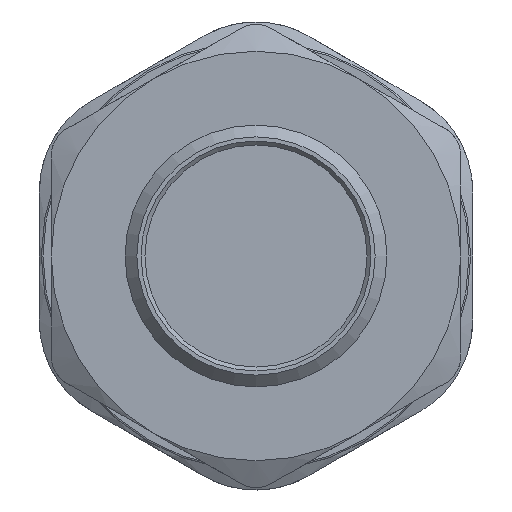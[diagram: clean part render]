
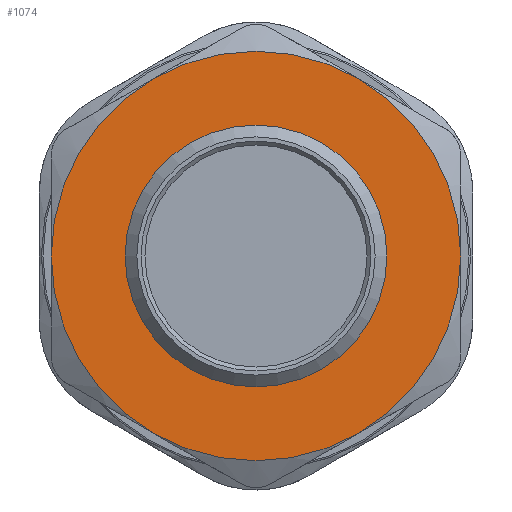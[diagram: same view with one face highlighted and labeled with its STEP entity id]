
A CAD part, front view. The second image highlights one B-rep face of the part: STEP entity #1074.
In plain terms, the highlighted planar face has unit normal (0, -1, 0).
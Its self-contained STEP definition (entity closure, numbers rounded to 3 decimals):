
#79=FACE_BOUND('',#231,.T.);
#101=PLANE('',#1200);
#160=FACE_OUTER_BOUND('',#230,.T.);
#230=EDGE_LOOP('',(#894,#895,#896,#897,#898,#899));
#231=EDGE_LOOP('',(#900));
#303=CIRCLE('',#1167,26.);
#304=CIRCLE('',#1171,26.);
#305=CIRCLE('',#1175,26.);
#306=CIRCLE('',#1179,26.);
#307=CIRCLE('',#1183,26.);
#314=CIRCLE('',#1199,15.145);
#315=CIRCLE('',#1201,26.);
#450=VERTEX_POINT('',#1954);
#454=VERTEX_POINT('',#1972);
#460=VERTEX_POINT('',#2016);
#466=VERTEX_POINT('',#2060);
#472=VERTEX_POINT('',#2104);
#478=VERTEX_POINT('',#2148);
#482=VERTEX_POINT('',#2201);
#576=EDGE_CURVE('',#454,#450,#303,.T.);
#585=EDGE_CURVE('',#460,#454,#304,.T.);
#594=EDGE_CURVE('',#466,#460,#305,.T.);
#603=EDGE_CURVE('',#472,#466,#306,.T.);
#612=EDGE_CURVE('',#478,#472,#307,.T.);
#625=EDGE_CURVE('',#482,#482,#314,.T.);
#627=EDGE_CURVE('',#450,#478,#315,.T.);
#894=ORIENTED_EDGE('',*,*,#585,.F.);
#895=ORIENTED_EDGE('',*,*,#594,.F.);
#896=ORIENTED_EDGE('',*,*,#603,.F.);
#897=ORIENTED_EDGE('',*,*,#612,.F.);
#898=ORIENTED_EDGE('',*,*,#627,.F.);
#899=ORIENTED_EDGE('',*,*,#576,.F.);
#900=ORIENTED_EDGE('',*,*,#625,.T.);
#1074=ADVANCED_FACE('',(#160,#79),#101,.T.);
#1167=AXIS2_PLACEMENT_3D('',#1976,#1362,#1363);
#1171=AXIS2_PLACEMENT_3D('',#2020,#1372,#1373);
#1175=AXIS2_PLACEMENT_3D('',#2064,#1382,#1383);
#1179=AXIS2_PLACEMENT_3D('',#2108,#1392,#1393);
#1183=AXIS2_PLACEMENT_3D('',#2152,#1402,#1403);
#1199=AXIS2_PLACEMENT_3D('',#2202,#1435,#1436);
#1200=AXIS2_PLACEMENT_3D('',#2204,#1438,#1439);
#1201=AXIS2_PLACEMENT_3D('',#2205,#1440,#1441);
#1362=DIRECTION('center_axis',(0.,1.,0.));
#1363=DIRECTION('ref_axis',(1.,0.,0.));
#1372=DIRECTION('center_axis',(0.,1.,0.));
#1373=DIRECTION('ref_axis',(1.,0.,0.));
#1382=DIRECTION('center_axis',(0.,1.,0.));
#1383=DIRECTION('ref_axis',(1.,0.,0.));
#1392=DIRECTION('center_axis',(0.,1.,0.));
#1393=DIRECTION('ref_axis',(1.,0.,0.));
#1402=DIRECTION('center_axis',(0.,1.,0.));
#1403=DIRECTION('ref_axis',(1.,0.,0.));
#1435=DIRECTION('center_axis',(0.,1.,0.));
#1436=DIRECTION('ref_axis',(1.,0.,0.));
#1438=DIRECTION('center_axis',(0.,-1.,0.));
#1439=DIRECTION('ref_axis',(0.,0.,-1.));
#1440=DIRECTION('center_axis',(0.,1.,0.));
#1441=DIRECTION('ref_axis',(1.,0.,0.));
#1954=CARTESIAN_POINT('',(15.261,-50.632,21.54));
#1972=CARTESIAN_POINT('',(-10.739,-50.632,21.54));
#1976=CARTESIAN_POINT('Origin',(2.261,-50.632,-0.976));
#2016=CARTESIAN_POINT('',(-23.739,-50.632,-0.976));
#2020=CARTESIAN_POINT('Origin',(2.261,-50.632,-0.976));
#2060=CARTESIAN_POINT('',(-10.739,-50.632,-23.493));
#2064=CARTESIAN_POINT('Origin',(2.261,-50.632,-0.976));
#2104=CARTESIAN_POINT('',(15.261,-50.632,-23.493));
#2108=CARTESIAN_POINT('Origin',(2.261,-50.632,-0.976));
#2148=CARTESIAN_POINT('',(28.261,-50.632,-0.976));
#2152=CARTESIAN_POINT('Origin',(2.261,-50.632,-0.976));
#2201=CARTESIAN_POINT('',(17.406,-50.632,-0.976));
#2202=CARTESIAN_POINT('Origin',(2.261,-50.632,-0.976));
#2204=CARTESIAN_POINT('Origin',(-23.739,-50.632,-0.976));
#2205=CARTESIAN_POINT('Origin',(2.261,-50.632,-0.976));
